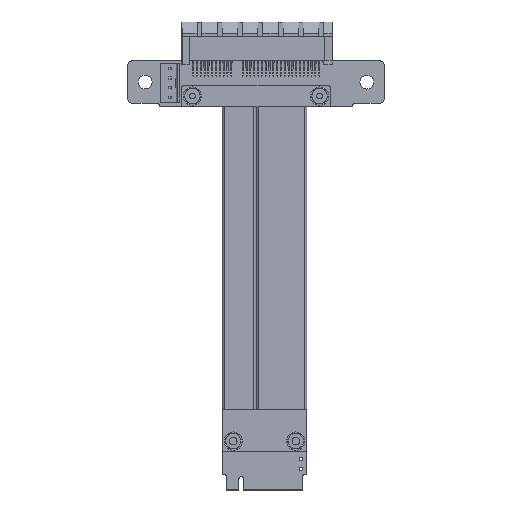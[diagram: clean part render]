
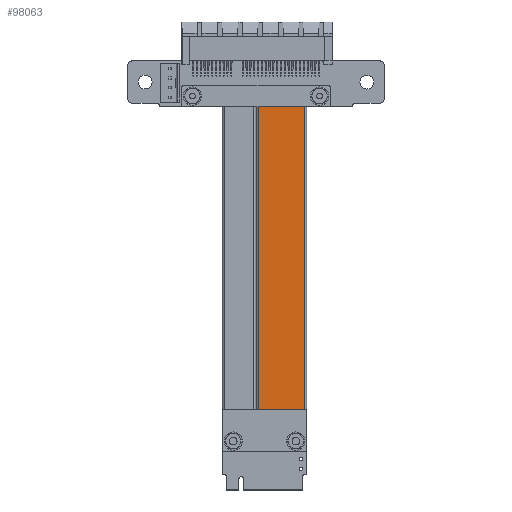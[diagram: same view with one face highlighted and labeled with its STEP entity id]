
A CAD part, top view. The second image highlights one B-rep face of the part: STEP entity #98063.
In plain terms, the highlighted face is planar.
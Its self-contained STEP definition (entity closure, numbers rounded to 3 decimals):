
#98035 = VERTEX_POINT('',#98036);
#98036 = CARTESIAN_POINT('',(0.,0.,
    0.));
#98043 = EDGE_CURVE('',#98044,#98035,#98046,.T.);
#98044 = VERTEX_POINT('',#98045);
#98045 = CARTESIAN_POINT('',(0.,0.,
    -83.));
#98046 = LINE('',#98047,#98048);
#98047 = CARTESIAN_POINT('',(0.,0.,
    -83.));
#98048 = VECTOR('',#98049,1.);
#98049 = DIRECTION('',(0.,0.,1.));
#98063 = ADVANCED_FACE('',(#98064),#98089,.T.);
#98064 = FACE_BOUND('',#98065,.T.);
#98065 = EDGE_LOOP('',(#98066,#98074,#98082,#98088));
#98066 = ORIENTED_EDGE('',*,*,#98067,.F.);
#98067 = EDGE_CURVE('',#98068,#98035,#98070,.T.);
#98068 = VERTEX_POINT('',#98069);
#98069 = CARTESIAN_POINT('',(12.065,0.,0.
    ));
#98070 = LINE('',#98071,#98072);
#98071 = CARTESIAN_POINT('',(0.,0.,
    0.));
#98072 = VECTOR('',#98073,1.);
#98073 = DIRECTION('',(-1.,0.,0.));
#98074 = ORIENTED_EDGE('',*,*,#98075,.F.);
#98075 = EDGE_CURVE('',#98076,#98068,#98078,.T.);
#98076 = VERTEX_POINT('',#98077);
#98077 = CARTESIAN_POINT('',(12.065,0.,-83.));
#98078 = LINE('',#98079,#98080);
#98079 = CARTESIAN_POINT('',(12.065,0.,-83.));
#98080 = VECTOR('',#98081,1.);
#98081 = DIRECTION('',(0.,0.,1.));
#98082 = ORIENTED_EDGE('',*,*,#98083,.T.);
#98083 = EDGE_CURVE('',#98076,#98044,#98084,.T.);
#98084 = LINE('',#98085,#98086);
#98085 = CARTESIAN_POINT('',(0.,0.,
    -83.));
#98086 = VECTOR('',#98087,1.);
#98087 = DIRECTION('',(-1.,0.,0.));
#98088 = ORIENTED_EDGE('',*,*,#98043,.T.);
#98089 = PLANE('',#98090);
#98090 = AXIS2_PLACEMENT_3D('',#98091,#98092,#98093);
#98091 = CARTESIAN_POINT('',(0.,0.,
    -83.));
#98092 = DIRECTION('',(0.,1.,0.));
#98093 = DIRECTION('',(0.,0.,1.));
